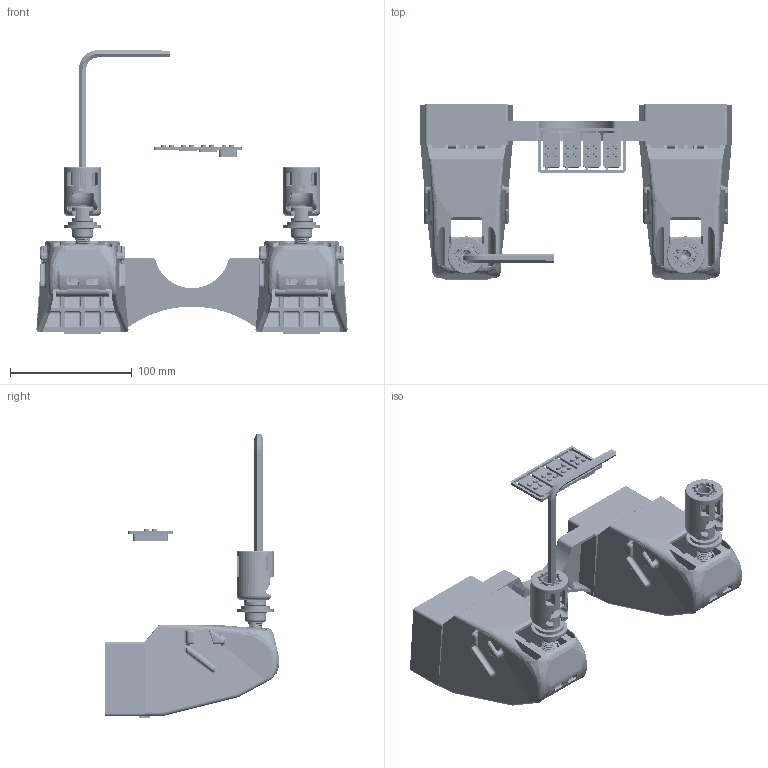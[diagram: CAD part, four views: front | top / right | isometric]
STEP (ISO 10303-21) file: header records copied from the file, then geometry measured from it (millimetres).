
FILE_DESCRIPTION(/* description */ (''),/* implementation_level */ '2;1');
FILE_NAME(/* name */ '922199_Suprafix_3.0.stp',/* time_stamp */ '2017-07-20T15:16:26+02:00',/* author */ (''),/* organization */ (''),/* preprocessor_version */ 'ST-DEVELOPER v16',/* originating_system */ 'SIEMENS PLM Software NX 10.0',/* authorisation */ '');
FILE_SCHEMA (('AUTOMOTIVE_DESIGN { 1 0 10303 214 3 1 1 1 }'));
Products named in the file (14): S00006670_000; S00006669_000; S00006667_000; S00001793_000; S00001711_000; S00001714_000; S00001716_000; S00001708_000; S00001715_000; S00001710_000; S00001712_000; S00001706_000; S00001713_000; S00006666_000
Assembly tree (27 placements, depth 2):
  S00006666_000
    S00001713_000  x4
    S00001706_000  x2
    S00001712_000  x2
    S00001710_000  x2
    S00001715_000  x2
    S00001708_000  x4
    S00001716_000
    S00001714_000
    S00001711_000  x2
    S00001793_000
    S00006667_000  x2
    S00006669_000  x2
    S00006670_000  x2
Bounding box: 255.72 x 143.77 x 233.15 mm (x, y, z)
Volume: 343121.3 mm3; surface area: 291266.6 mm2
Topology: 26 solids, 28 shells, 6521 faces, 16844 edges, 10284 vertices
Faces by surface type: plane 2691, cylinder 1987, bspline 770, torus 631, cone 177, sphere 172, extrusion 93
Full cylindrical faces by diameter (mm): 1 x4, 2 x1, 2.192 x3, 4 x16, 5.192 x3, 6 x4, 10 x4, 10.5 x4, 12 x56, 12.2 x2, 12.5 x2, 13 x4, 15 x2, 16 x4, 18 x2, 24 x4, 30 x2, 31 x2
Entity records: 152522 total; most frequent: CARTESIAN_POINT 45331, ORIENTED_EDGE 19028, DIRECTION 17364, EDGE_CURVE 9549, AXIS2_PLACEMENT_3D 6110, VERTEX_POINT 5989, VECTOR 5144, LINE 5085
